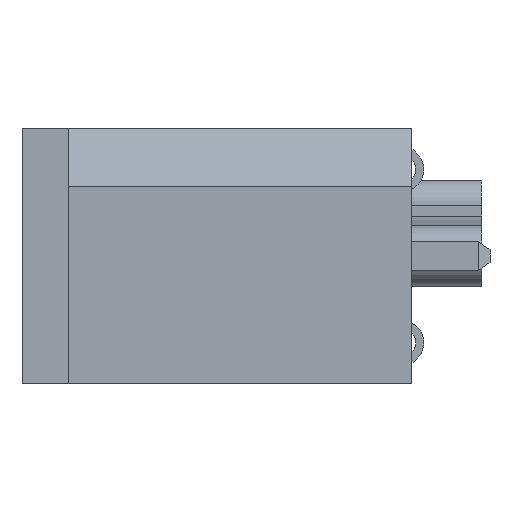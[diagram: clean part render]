
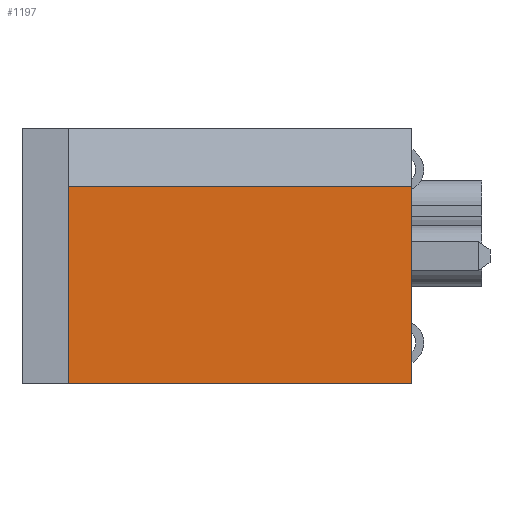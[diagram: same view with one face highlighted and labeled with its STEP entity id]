
A CAD part, left-side view. The second image highlights one B-rep face of the part: STEP entity #1197.
In plain terms, the highlighted planar face has unit normal (-1, 0, 0).
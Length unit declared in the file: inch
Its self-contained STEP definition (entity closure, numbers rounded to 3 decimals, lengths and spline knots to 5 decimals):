
#1197=ADVANCED_FACE( '', ( #2123 ), #2124, .F. );
#1393=DIRECTION( '', ( 0., 0., 1. ) );
#1394=DIRECTION( '', ( 1., 0., 0. ) );
#2123=FACE_OUTER_BOUND( '', #3100, .T. );
#2124=PLANE( '', #3101 );
#3100=EDGE_LOOP( '', ( #6497, #6498, #6499, #6500 ) );
#3101=AXIS2_PLACEMENT_3D( '', #6501, #1394, #3425 );
#3425=DIRECTION( '', ( 0., 0., -1. ) );
#4725=CARTESIAN_POINT( '', ( -0.361, 0.295, 0.06 ) );
#5465=DIRECTION( '', ( 0., -1., 0. ) );
#6497=ORIENTED_EDGE( '', *, *, #9468, .T. );
#6498=ORIENTED_EDGE( '', *, *, #9469, .T. );
#6499=ORIENTED_EDGE( '', *, *, #8651, .F. );
#6500=ORIENTED_EDGE( '', *, *, #8954, .F. );
#6501=CARTESIAN_POINT( '', ( -0.361, 0.295, -0.11 ) );
#8651=EDGE_CURVE( '', #11232, #11230, #11234, .T. );
#8954=EDGE_CURVE( '', #11647, #11232, #11648, .T. );
#9468=EDGE_CURVE( '', #11647, #12236, #12237, .T. );
#9469=EDGE_CURVE( '', #12236, #11230, #12238, .T. );
#11230=VERTEX_POINT( '', #13639 );
#11232=VERTEX_POINT( '', #4725 );
#11234=LINE( '', #4725, #12444 );
#11647=VERTEX_POINT( '', #6501 );
#11648=LINE( '', #6501, #12402 );
#12236=VERTEX_POINT( '', #14360 );
#12237=LINE( '', #6501, #12444 );
#12238=LINE( '', #14360, #12402 );
#12402=VECTOR( '', #1393, 39.37008 );
#12444=VECTOR( '', #5465, 39.37008 );
#13639=CARTESIAN_POINT( '', ( -0.361, 0., 0.06 ) );
#14360=CARTESIAN_POINT( '', ( -0.361, 0., -0.11 ) );
